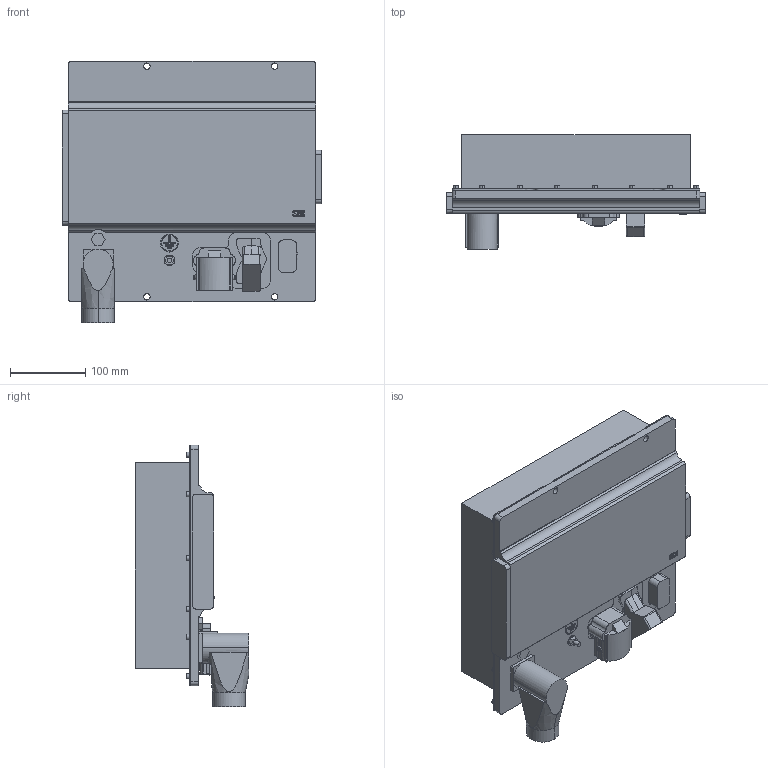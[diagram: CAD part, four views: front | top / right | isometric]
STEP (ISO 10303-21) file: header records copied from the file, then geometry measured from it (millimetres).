
FILE_DESCRIPTION (( 'STEP AP214' ), '1' );
FILE_NAME ('00T6A0A-0001.STEP', '2022-10-20T05:24:36', ( '' ), ( '' ), 'SwSTEP 2.0', 'SolidWorks 2022', '' );
FILE_SCHEMA (( 'AUTOMOTIVE_DESIGN' ));
Length unit declared in the file: millimetre
Products named in the file (10): 10044482_000; Kundenmodell^10043659_000; 10043652_000; 00T6A0A-0001; Kundenmodell^10044482_000; 10043659_000; Kundenmodell^10043652_000; 10044118_000; Kundenmodell^10044118_000; 10014325_000
Assembly tree (9 placements, depth 3):
  00T6A0A-0001
    10044482_000
      Kundenmodell^10044482_000
    10043652_000
      Kundenmodell^10043652_000
    10043659_000
      Kundenmodell^10043659_000
    10044118_000
      Kundenmodell^10044118_000
    10014325_000
Bounding box: 346 x 151.5 x 348 mm (x, y, z)
Volume: 8970311.8 mm3; surface area: 599207.4 mm2
Topology: 7 solids, 12 shells, 543 faces, 1396 edges, 916 vertices
Faces by surface type: plane 250, cylinder 192, bspline 64, cone 25, torus 12
Entity records: 21011 total; most frequent: CARTESIAN_POINT 7561, ORIENTED_EDGE 2792, DIRECTION 2535, EDGE_CURVE 1396, AXIS2_PLACEMENT_3D 920, VERTEX_POINT 916, VECTOR 695, LINE 695
